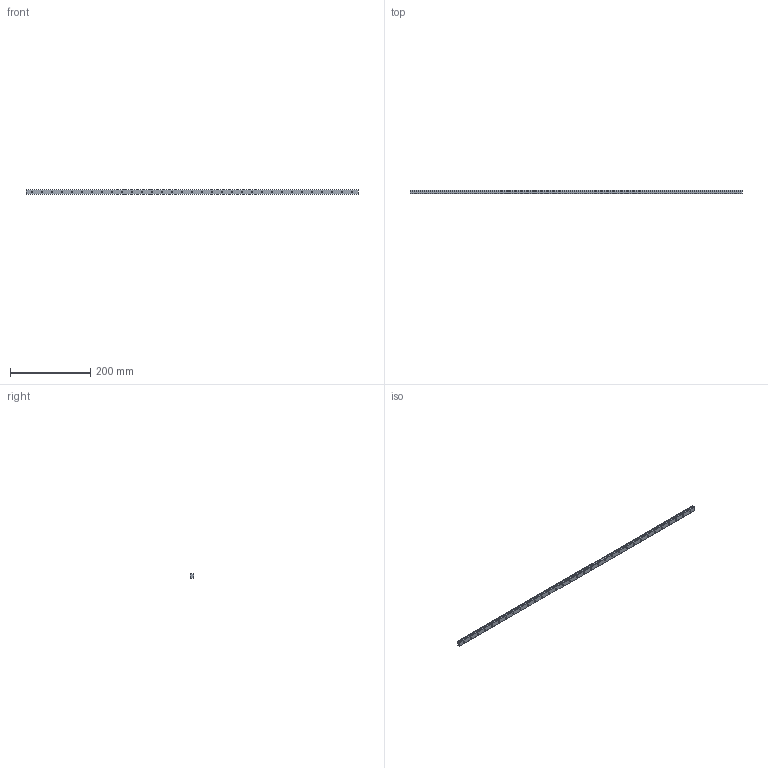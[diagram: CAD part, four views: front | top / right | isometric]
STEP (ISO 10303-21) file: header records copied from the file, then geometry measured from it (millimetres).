
FILE_DESCRIPTION (( 'STEP AP214' ), '1' );
FILE_NAME ('SRS12MSS-830LM_G15_0_0_0_0_0_1.STEP', '2021-08-10T11:46:48', ( '' ), ( '' ), 'SwSTEP 2.0', 'SolidWorks 2021', '' );
FILE_SCHEMA (( 'AUTOMOTIVE_DESIGN' ));
Length unit declared in the file: millimetre
Products named in the file (2): SRS12MSS-830LM_G15_0_0_0_0_0_1; _SRS12M83015 Track
Assembly tree (1 placements, depth 2):
  SRS12MSS-830LM_G15_0_0_0_0_0_1
    _SRS12M83015 Track
Bounding box: 830 x 7.5 x 12 mm (x, y, z)
Volume: 67394.6 mm3; surface area: 35861.7 mm2
Topology: 1 solids, 1 shells, 184 faces, 447 edges, 298 vertices
Faces by surface type: cylinder 139, plane 45
Entity records: 5747 total; most frequent: DIRECTION 1101, CARTESIAN_POINT 933, ORIENTED_EDGE 894, AXIS2_PLACEMENT_3D 466, EDGE_CURVE 447, VERTEX_POINT 298, EDGE_LOOP 283, CIRCLE 278
